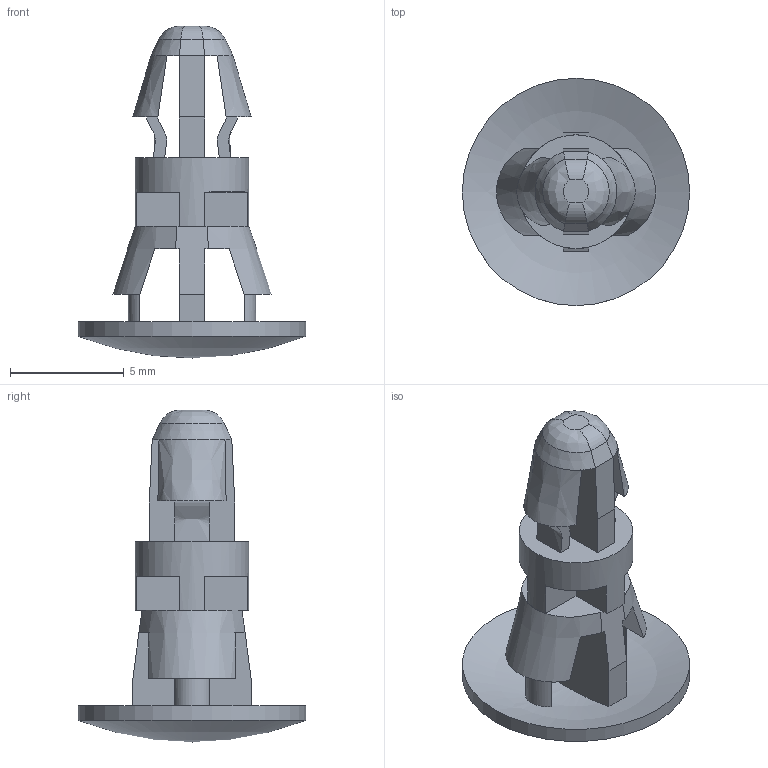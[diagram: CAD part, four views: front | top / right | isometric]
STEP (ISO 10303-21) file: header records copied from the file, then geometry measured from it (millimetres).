
FILE_DESCRIPTION( ( 'Unknown' ), '1' );
FILE_NAME( '709445200.stp', 'Unknown', ( 'Unknown' ), ( 'Unknown' ), 'PSStep 19.0.9', 'Unknown', ' ' );
FILE_SCHEMA( ( 'AUTOMOTIVE_DESIGN { 1 0 10303 214 1 1 1 1 }' ) );
Length unit declared in the file: millimetre
Products named in the file (1): 1
Bounding box: 10 x 10 x 14.6 mm (x, y, z)
Volume: 190.3 mm3; surface area: 510.6 mm2
Topology: 1 solids, 1 shells, 76 faces, 203 edges, 124 vertices
Faces by surface type: plane 56, bspline 10, cylinder 6, cone 2, sphere 2
Full cylindrical faces by diameter (mm): 5 x1, 10 x1
Entity records: 3210 total; most frequent: CARTESIAN_POINT 851, ORIENTED_EDGE 388, DIRECTION 310, EDGE_CURVE 194, VERTEX_POINT 121, LINE 118, VECTOR 118, AXIS2_PLACEMENT_3D 96
